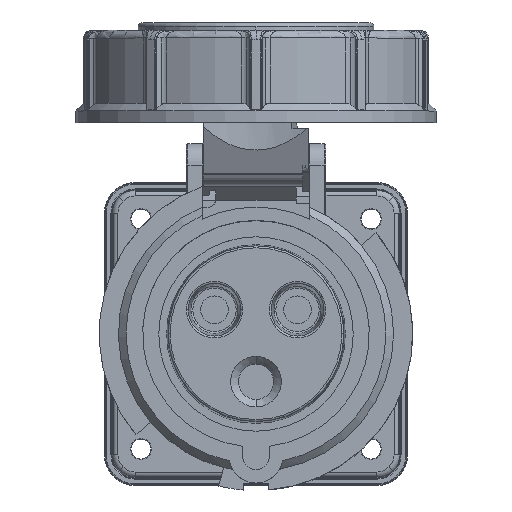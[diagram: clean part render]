
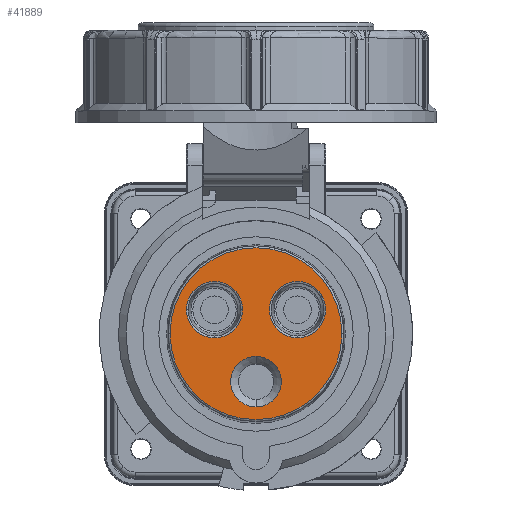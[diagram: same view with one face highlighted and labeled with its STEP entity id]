
A CAD part, top view. The second image highlights one B-rep face of the part: STEP entity #41889.
In plain terms, the highlighted planar face has unit normal (0, 0, 1).
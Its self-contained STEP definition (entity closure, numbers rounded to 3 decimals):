
#896 = ORIENTED_EDGE ( 'NONE', *, *, #13753, .F. ) ;
#1083 = VERTEX_POINT ( 'NONE', #25360 ) ;
#1456 = CIRCLE ( 'NONE', #32759, 7.345 ) ;
#2884 = CARTESIAN_POINT ( 'NONE',  ( 10.825, 6.25, 41.5 ) ) ;
#3158 = CARTESIAN_POINT ( 'NONE',  ( 0., -12.5, 41.5 ) ) ;
#3225 = CARTESIAN_POINT ( 'NONE',  ( 0., -19.1, 41.5 ) ) ;
#4568 = CARTESIAN_POINT ( 'NONE',  ( 4.465, 2.578, 41.5 ) ) ;
#4725 = EDGE_CURVE ( 'NONE', #6388, #1083, #44165, .T. ) ;
#4930 = CARTESIAN_POINT ( 'NONE',  ( -18.17, 6.25, 41.5 ) ) ;
#5135 = AXIS2_PLACEMENT_3D ( 'NONE', #20523, #12456, #34079 ) ;
#5270 = DIRECTION ( 'NONE',  ( -0.866, -0.5, 0. ) ) ;
#5694 = CARTESIAN_POINT ( 'NONE',  ( 22.404, 0., 41.5 ) ) ;
#5819 = DIRECTION ( 'NONE',  ( 0., 0., -1. ) ) ;
#6388 = VERTEX_POINT ( 'NONE', #4568 ) ;
#6490 = VERTEX_POINT ( 'NONE', #5694 ) ;
#6997 = CARTESIAN_POINT ( 'NONE',  ( 0., -5.9, 41.5 ) ) ;
#8030 = CARTESIAN_POINT ( 'NONE',  ( 0., 0., 41.5 ) ) ;
#8164 = CIRCLE ( 'NONE', #18284, 6.6 ) ;
#9222 = VERTEX_POINT ( 'NONE', #3225 ) ;
#9461 = EDGE_LOOP ( 'NONE', ( #24147, #20714 ) ) ;
#10237 = AXIS2_PLACEMENT_3D ( 'NONE', #2884, #20482, #38080 ) ;
#10545 = VERTEX_POINT ( 'NONE', #4930 ) ;
#10719 = CARTESIAN_POINT ( 'NONE',  ( 0., -12.5, 41.5 ) ) ;
#10955 = FACE_BOUND ( 'NONE', #41107, .T. ) ;
#12176 = CIRCLE ( 'NONE', #34274, 22.404 ) ;
#12456 = DIRECTION ( 'NONE',  ( 0., 0., 1. ) ) ;
#13083 = CARTESIAN_POINT ( 'NONE',  ( 10.825, 6.25, 41.5 ) ) ;
#13415 = VERTEX_POINT ( 'NONE', #52840 ) ;
#13456 = DIRECTION ( 'NONE',  ( 0., 0., 1. ) ) ;
#13753 = EDGE_CURVE ( 'NONE', #6490, #45207, #50571, .T. ) ;
#14154 = DIRECTION ( 'NONE',  ( 0., 0., -1. ) ) ;
#14724 = EDGE_LOOP ( 'NONE', ( #29403, #15457 ) ) ;
#15457 = ORIENTED_EDGE ( 'NONE', *, *, #50185, .F. ) ;
#18284 = AXIS2_PLACEMENT_3D ( 'NONE', #10719, #5819, #23136 ) ;
#18365 = CARTESIAN_POINT ( 'NONE',  ( 0., 0., 41.5 ) ) ;
#19335 = CARTESIAN_POINT ( 'NONE',  ( 0., -4.272, 41.5 ) ) ;
#20482 = DIRECTION ( 'NONE',  ( 0., 0., 1. ) ) ;
#20523 = CARTESIAN_POINT ( 'NONE',  ( -10.825, 6.25, 41.5 ) ) ;
#20714 = ORIENTED_EDGE ( 'NONE', *, *, #31375, .T. ) ;
#21329 = DIRECTION ( 'NONE',  ( 0., -1., 0. ) ) ;
#22044 = EDGE_CURVE ( 'NONE', #9222, #28237, #8164, .T. ) ;
#22472 = CARTESIAN_POINT ( 'NONE',  ( -22.404, 0., 41.5 ) ) ;
#23087 = DIRECTION ( 'NONE',  ( 0., -1., 0. ) ) ;
#23136 = DIRECTION ( 'NONE',  ( 0., -1., 0. ) ) ;
#24121 = EDGE_CURVE ( 'NONE', #13415, #10545, #42904, .T. ) ;
#24147 = ORIENTED_EDGE ( 'NONE', *, *, #22044, .T. ) ;
#25154 = AXIS2_PLACEMENT_3D ( 'NONE', #19335, #14154, #23087 ) ;
#25360 = CARTESIAN_POINT ( 'NONE',  ( 17.186, 9.922, 41.5 ) ) ;
#26130 = EDGE_CURVE ( 'NONE', #10545, #13415, #1456, .T. ) ;
#28237 = VERTEX_POINT ( 'NONE', #6997 ) ;
#28536 = FACE_BOUND ( 'NONE', #14724, .T. ) ;
#29378 = DIRECTION ( 'NONE',  ( 0., 0., -1. ) ) ;
#29403 = ORIENTED_EDGE ( 'NONE', *, *, #4725, .F. ) ;
#30222 = DIRECTION ( 'NONE',  ( 0., 1., 0. ) ) ;
#30435 = ORIENTED_EDGE ( 'NONE', *, *, #24121, .F. ) ;
#30659 = DIRECTION ( 'NONE',  ( 0., 0., 1. ) ) ;
#30835 = EDGE_CURVE ( 'NONE', #45207, #6490, #12176, .T. ) ;
#31038 = DIRECTION ( 'NONE',  ( -0.866, 0.5, 0. ) ) ;
#31375 = EDGE_CURVE ( 'NONE', #28237, #9222, #37980, .T. ) ;
#32759 = AXIS2_PLACEMENT_3D ( 'NONE', #52955, #13456, #31038 ) ;
#34079 = DIRECTION ( 'NONE',  ( -0.866, 0.5, 0. ) ) ;
#34274 = AXIS2_PLACEMENT_3D ( 'NONE', #8030, #29378, #30222 ) ;
#35306 = EDGE_LOOP ( 'NONE', ( #52819, #896 ) ) ;
#35869 = AXIS2_PLACEMENT_3D ( 'NONE', #13083, #30659, #5270 ) ;
#37980 = CIRCLE ( 'NONE', #53618, 6.6 ) ;
#38080 = DIRECTION ( 'NONE',  ( -0.866, -0.5, 0. ) ) ;
#38357 = DIRECTION ( 'NONE',  ( 0., 0., -1. ) ) ;
#40677 = CIRCLE ( 'NONE', #10237, 7.345 ) ;
#40681 = FACE_BOUND ( 'NONE', #9461, .T. ) ;
#41107 = EDGE_LOOP ( 'NONE', ( #30435, #45743 ) ) ;
#41889 = ADVANCED_FACE ( 'NONE', ( #40681, #10955, #28536, #46143 ), #53662, .F. ) ;
#42904 = CIRCLE ( 'NONE', #5135, 7.345 ) ;
#44165 = CIRCLE ( 'NONE', #35869, 7.345 ) ;
#45207 = VERTEX_POINT ( 'NONE', #22472 ) ;
#45743 = ORIENTED_EDGE ( 'NONE', *, *, #26130, .F. ) ;
#46143 = FACE_OUTER_BOUND ( 'NONE', #35306, .T. ) ;
#50185 = EDGE_CURVE ( 'NONE', #1083, #6388, #40677, .T. ) ;
#50571 = CIRCLE ( 'NONE', #55184, 22.404 ) ;
#52819 = ORIENTED_EDGE ( 'NONE', *, *, #30835, .F. ) ;
#52840 = CARTESIAN_POINT ( 'NONE',  ( -3.481, 6.25, 41.5 ) ) ;
#52955 = CARTESIAN_POINT ( 'NONE',  ( -10.825, 6.25, 41.5 ) ) ;
#53618 = AXIS2_PLACEMENT_3D ( 'NONE', #3158, #38357, #21329 ) ;
#53662 = PLANE ( 'NONE',  #25154 ) ;
#53831 = DIRECTION ( 'NONE',  ( 0., 0., -1. ) ) ;
#54406 = DIRECTION ( 'NONE',  ( 0., 1., 0. ) ) ;
#55184 = AXIS2_PLACEMENT_3D ( 'NONE', #18365, #53831, #54406 ) ;
